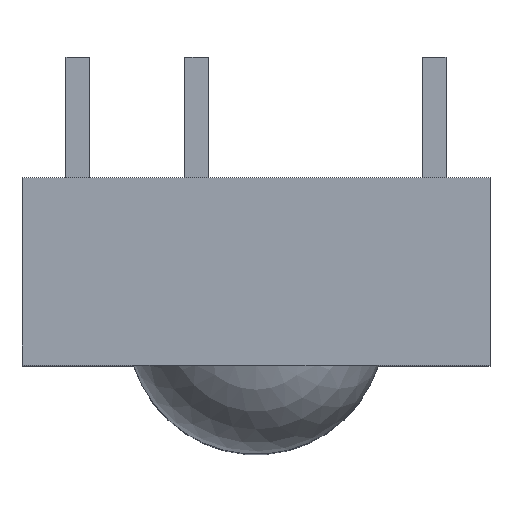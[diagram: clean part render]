
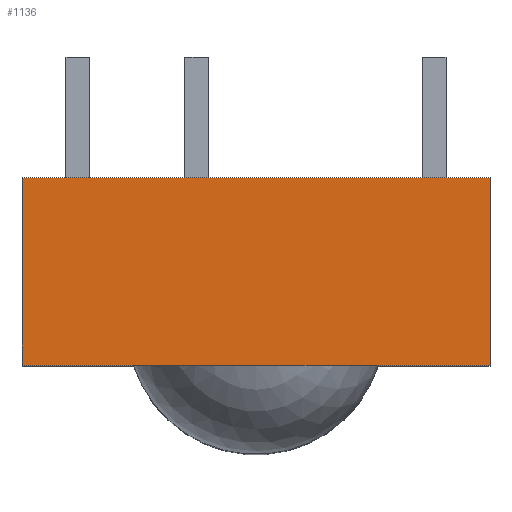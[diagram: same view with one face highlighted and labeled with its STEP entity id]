
A CAD part, top view. The second image highlights one B-rep face of the part: STEP entity #1136.
In plain terms, the highlighted planar face has unit normal (0, 0, 1).
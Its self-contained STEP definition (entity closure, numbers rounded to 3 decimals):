
#92=FACE_OUTER_BOUND('',#152,.T.);
#152=EDGE_LOOP('',(#879,#880,#881,#882));
#258=LINE('',#1670,#409);
#271=LINE('',#1697,#422);
#273=LINE('',#1701,#424);
#274=LINE('',#1702,#425);
#409=VECTOR('',#1361,1.);
#422=VECTOR('',#1380,1.);
#424=VECTOR('',#1384,1.);
#425=VECTOR('',#1385,1.);
#542=VERTEX_POINT('',#1667);
#543=VERTEX_POINT('',#1669);
#554=VERTEX_POINT('',#1696);
#555=VERTEX_POINT('',#1700);
#662=EDGE_CURVE('',#543,#542,#258,.T.);
#676=EDGE_CURVE('',#543,#554,#271,.T.);
#678=EDGE_CURVE('',#542,#555,#273,.T.);
#679=EDGE_CURVE('',#554,#555,#274,.T.);
#879=ORIENTED_EDGE('',*,*,#676,.F.);
#880=ORIENTED_EDGE('',*,*,#662,.T.);
#881=ORIENTED_EDGE('',*,*,#678,.T.);
#882=ORIENTED_EDGE('',*,*,#679,.F.);
#1080=PLANE('',#1209);
#1136=ADVANCED_FACE('',(#92),#1080,.F.);
#1209=AXIS2_PLACEMENT_3D('',#1699,#1382,#1383);
#1361=DIRECTION('',(-1.,0.,0.));
#1380=DIRECTION('',(0.,-1.,0.));
#1382=DIRECTION('center_axis',(0.,0.,-1.));
#1383=DIRECTION('ref_axis',(-1.,0.,0.));
#1384=DIRECTION('',(0.,-1.,0.));
#1385=DIRECTION('',(-1.,0.,0.));
#1667=CARTESIAN_POINT('',(-1.19,1.6,17.5));
#1669=CARTESIAN_POINT('',(8.81,1.6,17.5));
#1670=CARTESIAN_POINT('',(8.81,1.6,17.5));
#1696=CARTESIAN_POINT('',(8.81,-2.4,17.5));
#1697=CARTESIAN_POINT('',(8.81,1.6,17.5));
#1699=CARTESIAN_POINT('Origin',(8.81,1.6,17.5));
#1700=CARTESIAN_POINT('',(-1.19,-2.4,17.5));
#1701=CARTESIAN_POINT('',(-1.19,1.6,17.5));
#1702=CARTESIAN_POINT('',(8.81,-2.4,17.5));
